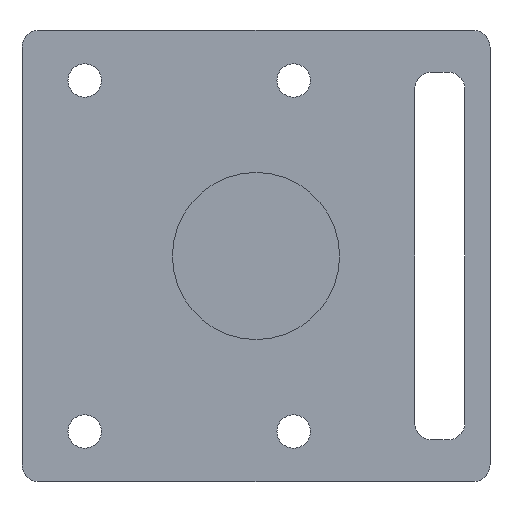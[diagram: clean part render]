
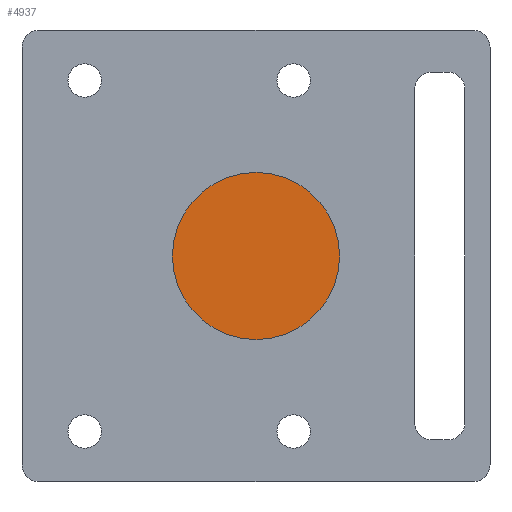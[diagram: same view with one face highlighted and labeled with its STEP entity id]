
A CAD part, left-side view. The second image highlights one B-rep face of the part: STEP entity #4937.
In plain terms, the highlighted planar face has unit normal (-1, 0, 0).
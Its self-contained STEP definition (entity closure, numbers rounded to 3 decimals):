
#86 = ORIENTED_EDGE ( 'NONE', *, *, #1422, .T. ) ;
#148 = AXIS2_PLACEMENT_3D ( 'NONE', #3216, #4944, #4507 ) ;
#350 = PLANE ( 'NONE',  #494 ) ;
#357 = AXIS2_PLACEMENT_3D ( 'NONE', #5013, #5496, #5031 ) ;
#494 = AXIS2_PLACEMENT_3D ( 'NONE', #5617, #3904, #795 ) ;
#755 = CARTESIAN_POINT ( 'NONE',  ( 31.5, 2., -2.5 ) ) ;
#795 = DIRECTION ( 'NONE',  ( 0., 0., -1. ) ) ;
#852 = ORIENTED_EDGE ( 'NONE', *, *, #3028, .T. ) ;
#1059 = VERTEX_POINT ( 'NONE', #3331 ) ;
#1422 = EDGE_CURVE ( 'NONE', #1653, #1888, #4946, .T. ) ;
#1653 = VERTEX_POINT ( 'NONE', #5670 ) ;
#1767 = CIRCLE ( 'NONE', #148, 5. ) ;
#1831 = CARTESIAN_POINT ( 'NONE',  ( 31.5, -3., -2.5 ) ) ;
#1888 = VERTEX_POINT ( 'NONE', #1831 ) ;
#2271 = AXIS2_PLACEMENT_3D ( 'NONE', #3637, #3238, #4553 ) ;
#2523 = EDGE_LOOP ( 'NONE', ( #86, #5764, #852, #5382 ) ) ;
#2548 = DIRECTION ( 'NONE',  ( 0., 0., -1. ) ) ;
#2791 = CIRCLE ( 'NONE', #2271, 5. ) ;
#3028 = EDGE_CURVE ( 'NONE', #1059, #4677, #2791, .T. ) ;
#3216 = CARTESIAN_POINT ( 'NONE',  ( 31.5, 2., -2.5 ) ) ;
#3238 = DIRECTION ( 'NONE',  ( -1., 0., 0. ) ) ;
#3331 = CARTESIAN_POINT ( 'NONE',  ( 31.5, 2., 2.5 ) ) ;
#3522 = FACE_OUTER_BOUND ( 'NONE', #2523, .T. ) ;
#3637 = CARTESIAN_POINT ( 'NONE',  ( 31.5, 2., -2.5 ) ) ;
#3904 = DIRECTION ( 'NONE',  ( 1., 0., 0. ) ) ;
#4134 = CARTESIAN_POINT ( 'NONE',  ( 31.5, 7., -2.5 ) ) ;
#4351 = CIRCLE ( 'NONE', #4580, 5. ) ;
#4353 = DIRECTION ( 'NONE',  ( -1., 0., 0. ) ) ;
#4507 = DIRECTION ( 'NONE',  ( 0., 0., -1. ) ) ;
#4553 = DIRECTION ( 'NONE',  ( 0., 0., -1. ) ) ;
#4580 = AXIS2_PLACEMENT_3D ( 'NONE', #755, #4353, #2548 ) ;
#4677 = VERTEX_POINT ( 'NONE', #4134 ) ;
#4937 = ADVANCED_FACE ( 'NONE', ( #3522 ), #350, .F. ) ;
#4944 = DIRECTION ( 'NONE',  ( -1., 0., 0. ) ) ;
#4946 = CIRCLE ( 'NONE', #357, 5. ) ;
#4950 = EDGE_CURVE ( 'NONE', #1888, #1059, #4351, .T. ) ;
#5013 = CARTESIAN_POINT ( 'NONE',  ( 31.5, 2., -2.5 ) ) ;
#5031 = DIRECTION ( 'NONE',  ( 0., 0., -1. ) ) ;
#5382 = ORIENTED_EDGE ( 'NONE', *, *, #5740, .T. ) ;
#5496 = DIRECTION ( 'NONE',  ( -1., 0., 0. ) ) ;
#5617 = CARTESIAN_POINT ( 'NONE',  ( 31.5, 0., 0. ) ) ;
#5670 = CARTESIAN_POINT ( 'NONE',  ( 31.5, 2., -7.5 ) ) ;
#5740 = EDGE_CURVE ( 'NONE', #4677, #1653, #1767, .T. ) ;
#5764 = ORIENTED_EDGE ( 'NONE', *, *, #4950, .T. ) ;
